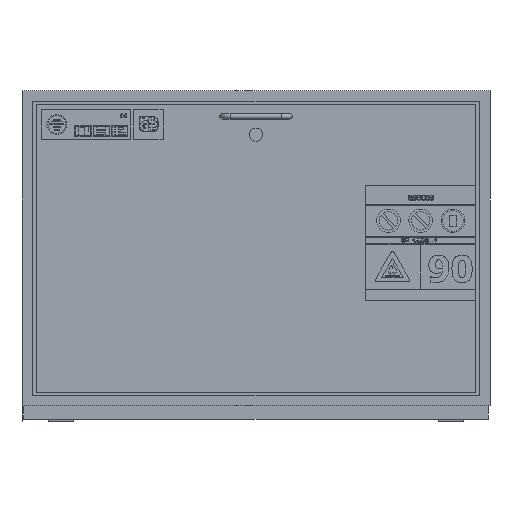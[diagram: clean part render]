
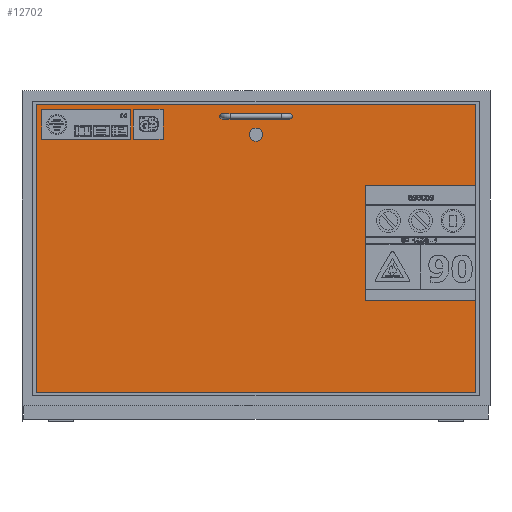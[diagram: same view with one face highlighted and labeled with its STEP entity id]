
A CAD part, front view. The second image highlights one B-rep face of the part: STEP entity #12702.
In plain terms, the highlighted planar face has unit normal (0, -1, 0).
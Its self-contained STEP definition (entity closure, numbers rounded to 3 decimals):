
#519=FACE_BOUND('',#2261,.T.);
#520=FACE_BOUND('',#2262,.T.);
#521=FACE_BOUND('',#2263,.T.);
#672=CIRCLE('',#13497,12.5);
#673=CIRCLE('',#13500,5.15);
#678=CIRCLE('',#13509,5.15);
#1536=FACE_OUTER_BOUND('',#2260,.T.);
#2260=EDGE_LOOP('',(#9077,#9078,#9079,#9080));
#2261=EDGE_LOOP('',(#9081));
#2262=EDGE_LOOP('',(#9082));
#2263=EDGE_LOOP('',(#9083));
#3209=LINE('',#17315,#4553);
#3213=LINE('',#17323,#4557);
#3219=LINE('',#17334,#4563);
#3220=LINE('',#17336,#4564);
#4553=VECTOR('',#14535,10.);
#4557=VECTOR('',#14541,10.);
#4563=VECTOR('',#14551,10.);
#4564=VECTOR('',#14554,10.);
#5837=VERTEX_POINT('',#17292);
#5838=VERTEX_POINT('',#17296);
#5843=VERTEX_POINT('',#17310);
#5844=VERTEX_POINT('',#17313);
#5845=VERTEX_POINT('',#17314);
#5848=VERTEX_POINT('',#17322);
#5851=VERTEX_POINT('',#17332);
#7088=EDGE_CURVE('',#5837,#5837,#672,.T.);
#7089=EDGE_CURVE('',#5838,#5838,#673,.T.);
#7094=EDGE_CURVE('',#5843,#5843,#678,.T.);
#7095=EDGE_CURVE('',#5844,#5845,#3209,.T.);
#7099=EDGE_CURVE('',#5848,#5845,#3213,.T.);
#7105=EDGE_CURVE('',#5844,#5851,#3219,.T.);
#7106=EDGE_CURVE('',#5848,#5851,#3220,.T.);
#9077=ORIENTED_EDGE('',*,*,#7105,.T.);
#9078=ORIENTED_EDGE('',*,*,#7106,.F.);
#9079=ORIENTED_EDGE('',*,*,#7099,.T.);
#9080=ORIENTED_EDGE('',*,*,#7095,.F.);
#9081=ORIENTED_EDGE('',*,*,#7088,.T.);
#9082=ORIENTED_EDGE('',*,*,#7089,.T.);
#9083=ORIENTED_EDGE('',*,*,#7094,.T.);
#12192=PLANE('',#13514);
#12702=ADVANCED_FACE('',(#1536,#519,#520,#521),#12192,.T.);
#13497=AXIS2_PLACEMENT_3D('',#17293,#14507,#14508);
#13500=AXIS2_PLACEMENT_3D('',#17297,#14513,#14514);
#13509=AXIS2_PLACEMENT_3D('',#17311,#14531,#14532);
#13514=AXIS2_PLACEMENT_3D('',#17335,#14552,#14553);
#14507=DIRECTION('center_axis',(0.,1.,0.));
#14508=DIRECTION('ref_axis',(-1.,0.,0.));
#14513=DIRECTION('center_axis',(0.,1.,0.));
#14514=DIRECTION('ref_axis',(1.,0.,0.));
#14531=DIRECTION('center_axis',(0.,1.,0.));
#14532=DIRECTION('ref_axis',(-1.,0.,0.));
#14535=DIRECTION('',(-1.,0.,0.));
#14541=DIRECTION('',(0.,0.,-1.));
#14551=DIRECTION('',(0.,0.,1.));
#14552=DIRECTION('center_axis',(0.,-1.,0.));
#14553=DIRECTION('ref_axis',(1.,0.,0.));
#14554=DIRECTION('',(1.,0.,0.));
#17292=CARTESIAN_POINT('',(12.5,-665.,216.56));
#17293=CARTESIAN_POINT('Origin',(0.,-665.,216.56));
#17296=CARTESIAN_POINT('',(-69.15,-665.,251.56));
#17297=CARTESIAN_POINT('Origin',(-64.,-665.,251.56));
#17310=CARTESIAN_POINT('',(69.15,-665.,251.56));
#17311=CARTESIAN_POINT('Origin',(64.,-665.,251.56));
#17313=CARTESIAN_POINT('',(419.25,-665.,-275.94));
#17314=CARTESIAN_POINT('',(-419.25,-665.,-275.94));
#17315=CARTESIAN_POINT('',(-419.25,-665.,-275.94));
#17322=CARTESIAN_POINT('',(-419.25,-665.,274.56));
#17323=CARTESIAN_POINT('',(-419.25,-665.,-0.69));
#17332=CARTESIAN_POINT('',(419.25,-665.,274.56));
#17334=CARTESIAN_POINT('',(419.25,-665.,-0.69));
#17335=CARTESIAN_POINT('Origin',(-419.25,-665.,-0.69));
#17336=CARTESIAN_POINT('',(-419.25,-665.,274.56));
